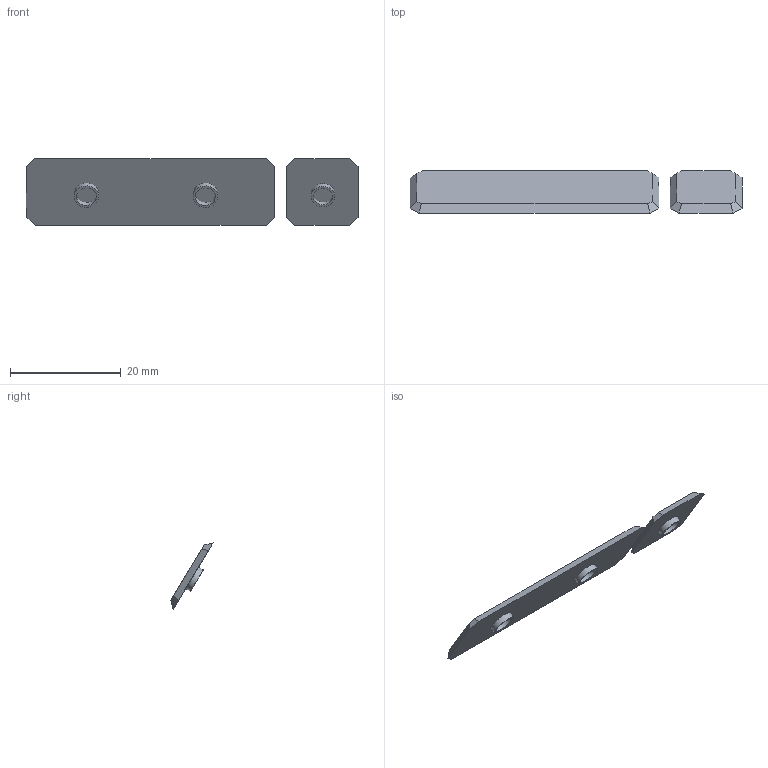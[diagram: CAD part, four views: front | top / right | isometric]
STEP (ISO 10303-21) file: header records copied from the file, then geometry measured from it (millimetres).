
FILE_DESCRIPTION(/* description */ (''),/* implementation_level */ '2;1');
FILE_NAME(/* name */ 'case_buttons.step',/* time_stamp */ '2025-07-08T20:24:23-07:00',/* author */ (''),/* organization */ (''),/* preprocessor_version */ 'ST-DEVELOPER v20.1',/* originating_system */ 'Autodesk Translation Framework v14.10.0.0',/* authorisation */ '');
FILE_SCHEMA (('AUTOMOTIVE_DESIGN { 1 0 10303 214 3 1 1 }'));
Length unit declared in the file: millimetre
Products named in the file (1): case
Bounding box: 60 x 7.61 x 12 mm (x, y, z)
Volume: 862.5 mm3; surface area: 1757 mm2
Topology: 2 solids, 2 shells, 32 faces, 66 edges, 44 vertices
Faces by surface type: plane 26, bspline 6
Entity records: 1309 total; most frequent: CARTESIAN_POINT 513, ORIENTED_EDGE 132, DIRECTION 108, EDGE_CURVE 66, LINE 50, VECTOR 50, VERTEX_POINT 44, EDGE_LOOP 38
